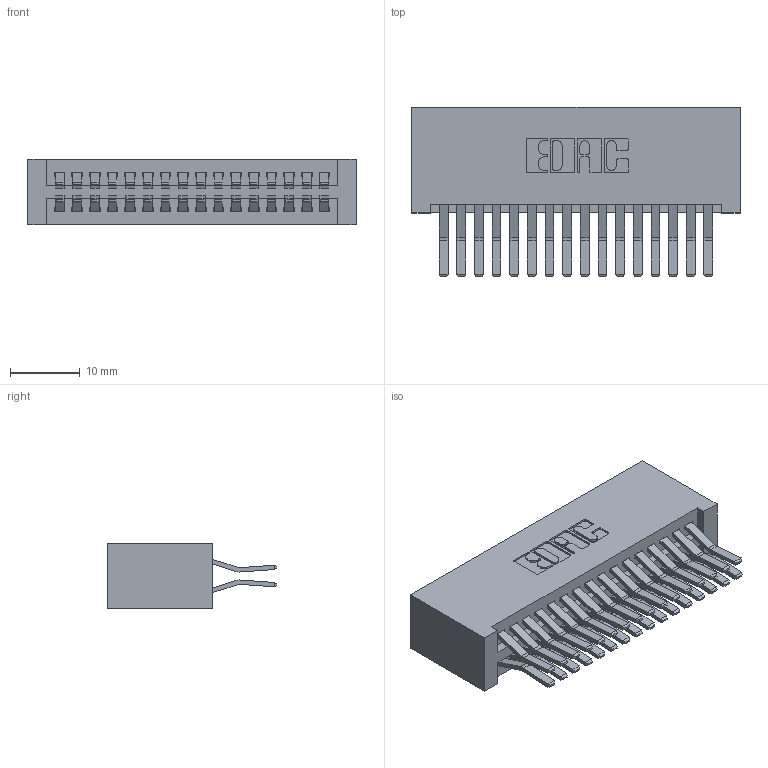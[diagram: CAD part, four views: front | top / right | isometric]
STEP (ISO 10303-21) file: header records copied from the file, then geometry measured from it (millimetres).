
FILE_DESCRIPTION (( 'STEP AP203' ), '1' );
FILE_NAME ('345-032-560-201.STEP', '2018-08-24T09:38:46', ( '' ), ( '' ), 'SwSTEP 2.0', 'SolidWorks 2016', '' );
FILE_SCHEMA (( 'CONFIG_CONTROL_DESIGN' ));
Length unit declared in the file: inch
Products named in the file (3): 345 Part_No Mounting Lugs; 345-292-001_560 Tail; 345-032-560-201
Assembly tree (33 placements, depth 2):
  345-032-560-201
    345 Part_No Mounting Lugs
    345-292-001_560 Tail  x32
Bounding box: 47.24 x 24.45 x 9.4 mm (x, y, z)
Volume: 5173.6 mm3; surface area: 7986.7 mm2
Topology: 33 solids, 33 shells, 1782 faces, 5277 edges, 3474 vertices
Faces by surface type: plane 1132, cylinder 650
Entity records: 15865 total; most frequent: CARTESIAN_POINT 2684, ORIENTED_EDGE 2618, DIRECTION 2397, EDGE_CURVE 1309, LINE 1117, VECTOR 1117, VERTEX_POINT 870, AXIS2_PLACEMENT_3D 640
